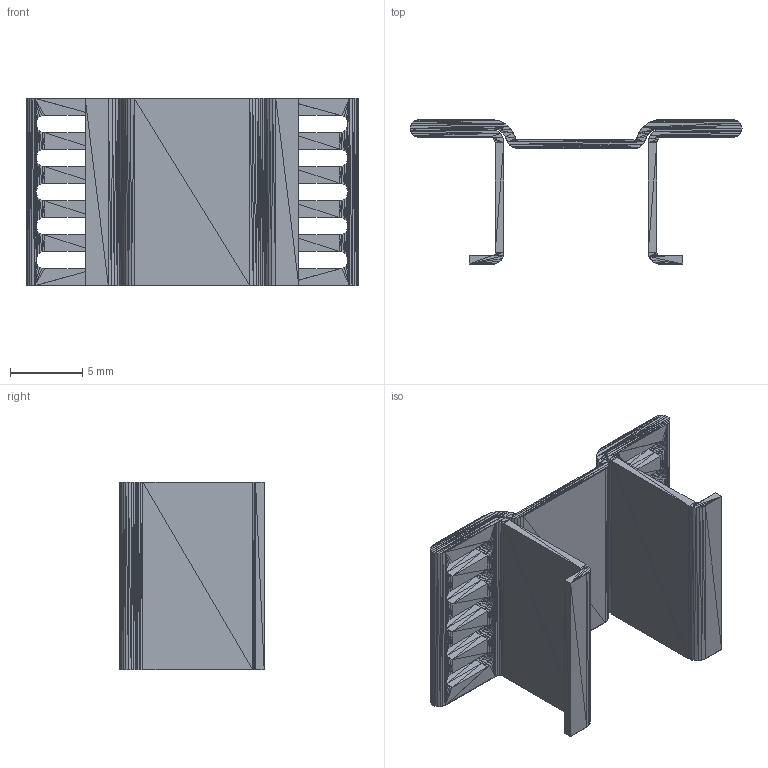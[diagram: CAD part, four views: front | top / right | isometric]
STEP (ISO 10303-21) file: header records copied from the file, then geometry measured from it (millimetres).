
FILE_DESCRIPTION(('CAx-IF Rec.Pracs.---Model Styling and Organization---1.2---2011-12-15','CAx-IF Rec.Pracs.---Geometric and Assembly Validation Properties---4.1---2014-06-16','CAx-IF Rec.Pracs.---PMI Polyline Presentation---2.0---2013-05-24'),'2;1');
FILE_NAME('fk_244_13_d_pak_1.step','2022-02-27T13:39:45+01:00',(''),(''),'STEP Interface 2021 by CT CoreTechnologie','3D_Kernel_IO2021 by CT CoreTechnologie','');
FILE_SCHEMA(('AUTOMOTIVE_DESIGN { 1 0 10303 214 1 1 1 1 }'));
Length unit declared in the file: millimetre
Products named in the file (3): FK_244_13_D_PAK(1); FK_244_13_D_PAK(2); FK_244_13_D_PAK(3)
Assembly tree (2 placements, depth 3):
  FK_244_13_D_PAK(1)
    FK_244_13_D_PAK(2)
      FK_244_13_D_PAK(3)
Bounding box: 23 x 10 x 13 mm (x, y, z)
Volume: 386 mm3; surface area: 1346.5 mm2
Topology: 1 solids, 248 shells, 2276 faces, 3045 edges, 880 vertices
Faces by surface type: plane 2276
Entity records: 19215 total; most frequent: DIRECTION 4558, CARTESIAN_POINT 3159, AXIS2_PLACEMENT_3D 2279, PLANE 2276, POLY_LOOP 2276, FACE_OUTER_BOUND 2276, FACE_SURFACE 2276, REPRESENTATION 9
